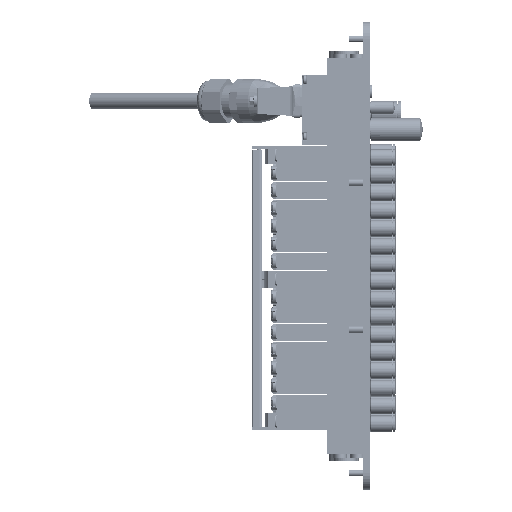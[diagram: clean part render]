
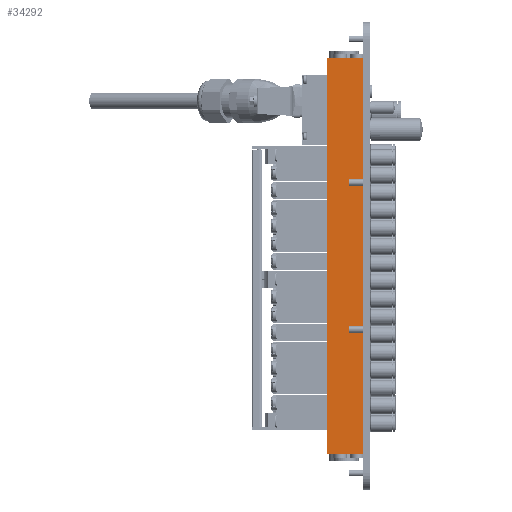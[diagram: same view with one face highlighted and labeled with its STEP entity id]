
A CAD part, left-side view. The second image highlights one B-rep face of the part: STEP entity #34292.
In plain terms, the highlighted face is planar.
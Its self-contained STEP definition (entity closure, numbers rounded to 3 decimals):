
#6243=FACE_OUTER_BOUND('',#9010,.T.);
#9010=EDGE_LOOP('',(#26806,#26807,#26808,#26809));
#11097=LINE('',#50847,#13411);
#11304=LINE('',#51415,#13618);
#11896=LINE('',#54734,#14210);
#11897=LINE('',#54735,#14211);
#13411=VECTOR('',#40236,10.);
#13618=VECTOR('',#40757,10.);
#14210=VECTOR('',#44033,10.);
#14211=VECTOR('',#44034,10.);
#15677=VERTEX_POINT('',#50840);
#15680=VERTEX_POINT('',#50845);
#15883=VERTEX_POINT('',#51412);
#15884=VERTEX_POINT('',#51414);
#19092=EDGE_CURVE('',#15680,#15677,#11097,.T.);
#19370=EDGE_CURVE('',#15884,#15883,#11304,.T.);
#20614=EDGE_CURVE('',#15883,#15677,#11896,.T.);
#20615=EDGE_CURVE('',#15680,#15884,#11897,.T.);
#26806=ORIENTED_EDGE('',*,*,#20614,.T.);
#26807=ORIENTED_EDGE('',*,*,#19092,.F.);
#26808=ORIENTED_EDGE('',*,*,#20615,.T.);
#26809=ORIENTED_EDGE('',*,*,#19370,.T.);
#32721=PLANE('',#37295);
#34292=ADVANCED_FACE('',(#6243),#32721,.T.);
#37295=AXIS2_PLACEMENT_3D('',#54733,#44031,#44032);
#40236=DIRECTION('',(0.,0.,1.));
#40757=DIRECTION('',(0.,0.,1.));
#44031=DIRECTION('center_axis',(1.,0.,0.));
#44032=DIRECTION('ref_axis',(0.,0.,-1.));
#44033=DIRECTION('',(0.,-1.,0.));
#44034=DIRECTION('',(0.,1.,0.));
#50840=CARTESIAN_POINT('',(91.5,-23.,234.));
#50845=CARTESIAN_POINT('',(91.5,-23.,0.));
#50847=CARTESIAN_POINT('',(91.5,-23.,0.));
#51412=CARTESIAN_POINT('',(91.5,0.,234.));
#51414=CARTESIAN_POINT('',(91.5,0.,0.));
#51415=CARTESIAN_POINT('',(91.5,0.,0.));
#54733=CARTESIAN_POINT('Origin',(91.5,0.,0.));
#54734=CARTESIAN_POINT('',(91.5,-23.,234.));
#54735=CARTESIAN_POINT('',(91.5,-23.,0.));
